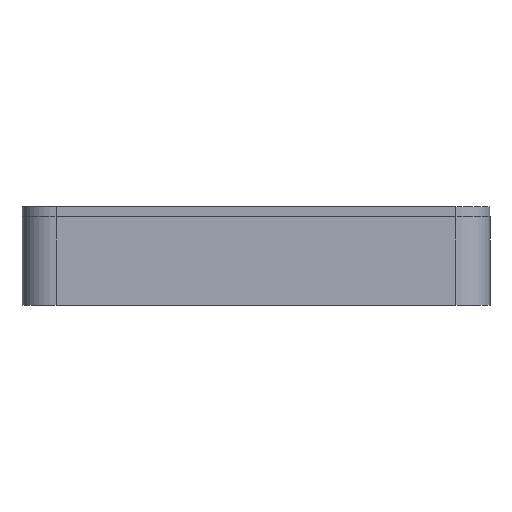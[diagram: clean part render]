
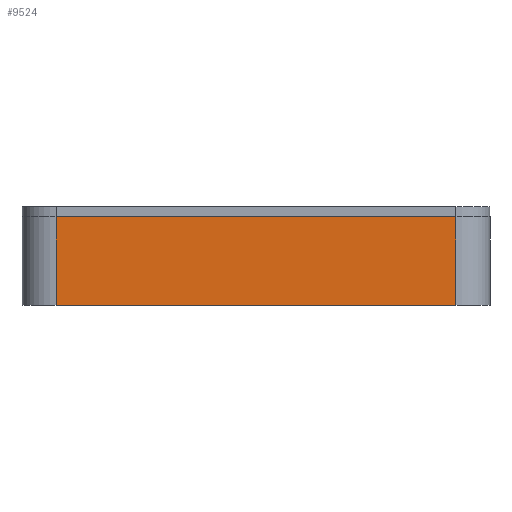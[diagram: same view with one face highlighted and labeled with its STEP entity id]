
A CAD part, left-side view. The second image highlights one B-rep face of the part: STEP entity #9524.
In plain terms, the highlighted planar face has unit normal (-1, 0, 0).
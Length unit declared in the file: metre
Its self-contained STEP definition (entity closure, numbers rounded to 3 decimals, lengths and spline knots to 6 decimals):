
#755=LINE('',#16725,#1484);
#756=LINE('',#16728,#1485);
#757=LINE('',#16730,#1486);
#758=LINE('',#16732,#1487);
#1484=VECTOR('',#13615,1.);
#1485=VECTOR('',#13616,1.);
#1486=VECTOR('',#13617,1.);
#1487=VECTOR('',#13618,1.);
#1716=PLANE('',#10717);
#4413=ORIENTED_EDGE('',*,*,#5898,.T.);
#4414=ORIENTED_EDGE('',*,*,#5899,.T.);
#4415=ORIENTED_EDGE('',*,*,#5900,.F.);
#4416=ORIENTED_EDGE('',*,*,#5901,.T.);
#5898=EDGE_CURVE('',#6868,#6869,#755,.T.);
#5899=EDGE_CURVE('',#6869,#6870,#756,.F.);
#5900=EDGE_CURVE('',#6871,#6870,#757,.T.);
#5901=EDGE_CURVE('',#6871,#6868,#758,.T.);
#6868=VERTEX_POINT('',#16726);
#6869=VERTEX_POINT('',#16727);
#6870=VERTEX_POINT('',#16729);
#6871=VERTEX_POINT('',#16731);
#8088=EDGE_LOOP('',(#4413,#4414,#4415,#4416));
#8675=FACE_BOUND('',#8088,.T.);
#9524=ADVANCED_FACE('',(#8675),#1716,.F.);
#10717=AXIS2_PLACEMENT_3D('',#16724,#13613,#13614);
#13613=DIRECTION('',(1.,0.,0.));
#13614=DIRECTION('',(0.,0.,-1.));
#13615=DIRECTION('',(0.,-1.,0.));
#13616=DIRECTION('',(0.,0.,-1.));
#13617=DIRECTION('',(0.,-1.,0.));
#13618=DIRECTION('',(0.,0.,-1.));
#16724=CARTESIAN_POINT('',(-0.076236,-0.005718,0.013));
#16725=CARTESIAN_POINT('',(-0.076236,-0.005718,0.));
#16726=CARTESIAN_POINT('',(-0.076236,0.023692,0.));
#16727=CARTESIAN_POINT('',(-0.076236,-0.035128,0.));
#16728=CARTESIAN_POINT('',(-0.076236,-0.035128,0.013));
#16729=CARTESIAN_POINT('',(-0.076236,-0.035128,0.013));
#16730=CARTESIAN_POINT('',(-0.076236,-0.005718,0.013));
#16731=CARTESIAN_POINT('',(-0.076236,0.023692,0.013));
#16732=CARTESIAN_POINT('',(-0.076236,0.023692,0.));
